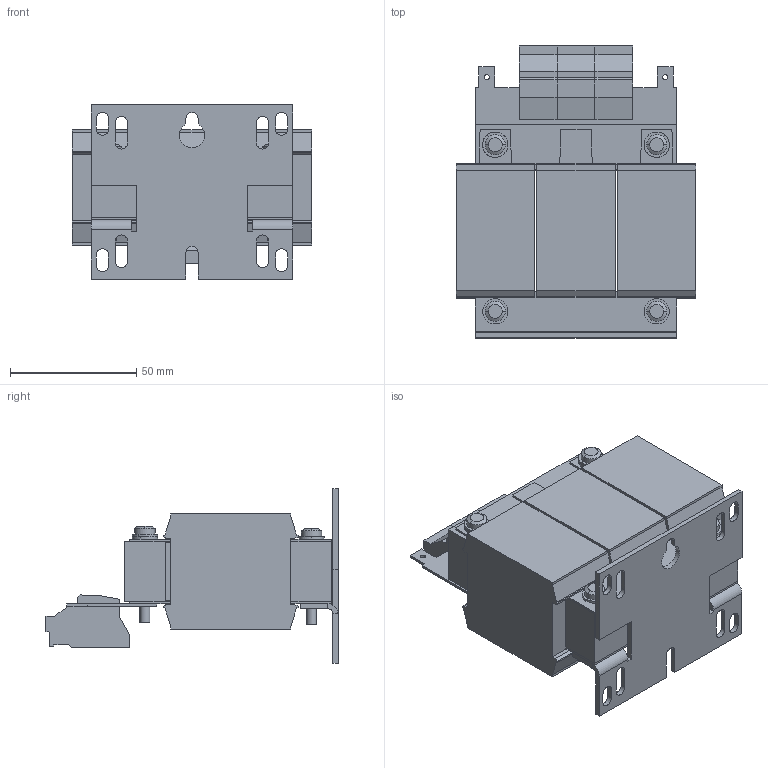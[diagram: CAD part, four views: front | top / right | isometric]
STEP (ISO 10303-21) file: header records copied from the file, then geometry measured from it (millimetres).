
FILE_DESCRIPTION (( 'STEP AP214' ), '1' );
FILE_NAME ('209857.STEP', '2020-05-29T00:14:11', ( '' ), ( '' ), 'SwSTEP 2.0', 'SolidWorks 2018', '' );
FILE_SCHEMA (( 'AUTOMOTIVE_DESIGN' ));
Length unit declared in the file: millimetre
Products named in the file (1): 209857
Bounding box: 95 x 115.7 x 69 mm (x, y, z)
Volume: 312579.9 mm3; surface area: 62809.9 mm2
Topology: 1 solids, 1 shells, 474 faces, 1262 edges, 798 vertices
Faces by surface type: plane 389, cylinder 77, sphere 8
Entity records: 14546 total; most frequent: CARTESIAN_POINT 2535, ORIENTED_EDGE 2524, DIRECTION 2390, EDGE_CURVE 1262, VECTOR 1084, LINE 1084, VERTEX_POINT 798, AXIS2_PLACEMENT_3D 653
